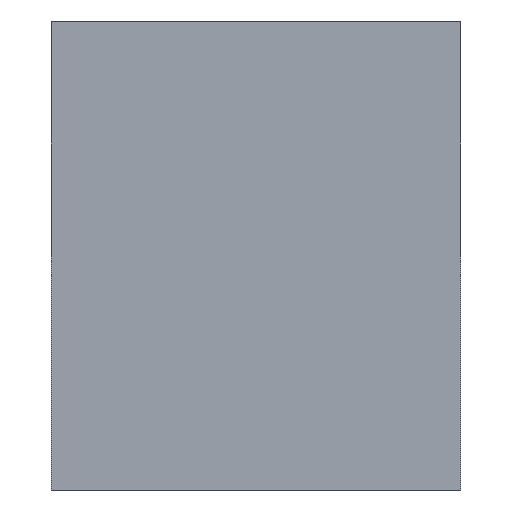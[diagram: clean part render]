
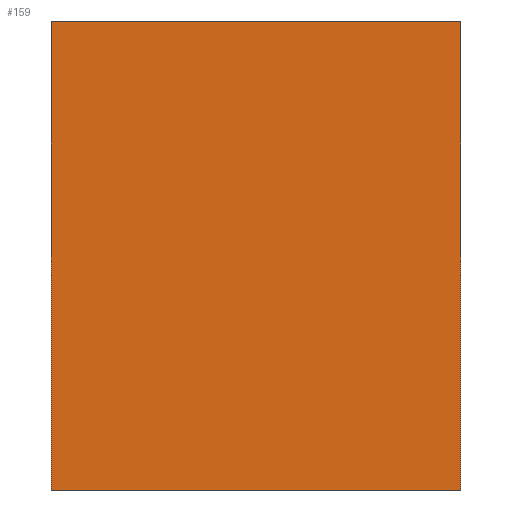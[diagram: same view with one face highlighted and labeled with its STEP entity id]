
A CAD part, front view. The second image highlights one B-rep face of the part: STEP entity #159.
In plain terms, the highlighted planar face has unit normal (0, -1, 0).
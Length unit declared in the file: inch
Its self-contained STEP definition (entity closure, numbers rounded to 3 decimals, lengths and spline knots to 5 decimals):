
#28=FACE_OUTER_BOUND('',#39,.T.);
#39=EDGE_LOOP('',(#124,#125,#126,#127));
#49=LINE('',#260,#63);
#51=LINE('',#264,#65);
#53=LINE('',#268,#67);
#55=LINE('',#271,#69);
#63=VECTOR('',#214,0.3937);
#65=VECTOR('',#218,0.3937);
#67=VECTOR('',#222,0.3937);
#69=VECTOR('',#226,0.3937);
#78=VERTEX_POINT('',#257);
#79=VERTEX_POINT('',#259);
#80=VERTEX_POINT('',#263);
#81=VERTEX_POINT('',#267);
#91=EDGE_CURVE('',#79,#78,#49,.T.);
#93=EDGE_CURVE('',#80,#79,#51,.T.);
#95=EDGE_CURVE('',#81,#80,#53,.T.);
#97=EDGE_CURVE('',#78,#81,#55,.T.);
#124=ORIENTED_EDGE('',*,*,#97,.T.);
#125=ORIENTED_EDGE('',*,*,#95,.T.);
#126=ORIENTED_EDGE('',*,*,#93,.T.);
#127=ORIENTED_EDGE('',*,*,#91,.T.);
#144=PLANE('',#191);
#159=ADVANCED_FACE('',(#28),#144,.T.);
#191=AXIS2_PLACEMENT_3D('',#272,#227,#228);
#214=DIRECTION('',(0.,0.,1.));
#218=DIRECTION('',(1.,0.,0.));
#222=DIRECTION('',(0.,0.,-1.));
#226=DIRECTION('',(-1.,0.,0.));
#227=DIRECTION('center_axis',(0.,-1.,0.));
#228=DIRECTION('ref_axis',(0.,0.,-1.));
#257=CARTESIAN_POINT('',(0.175,-0.3875,0.2));
#259=CARTESIAN_POINT('',(0.175,-0.3875,-0.2));
#260=CARTESIAN_POINT('',(0.175,-0.3875,0.2));
#263=CARTESIAN_POINT('',(-0.175,-0.3875,-0.2));
#264=CARTESIAN_POINT('',(0.175,-0.3875,-0.2));
#267=CARTESIAN_POINT('',(-0.175,-0.3875,0.2));
#268=CARTESIAN_POINT('',(-0.175,-0.3875,-0.2));
#271=CARTESIAN_POINT('',(-0.175,-0.3875,0.2));
#272=CARTESIAN_POINT('Origin',(0.,-0.3875,0.));
